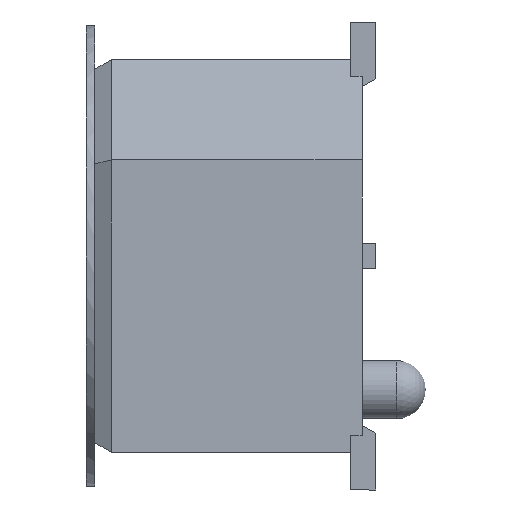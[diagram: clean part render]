
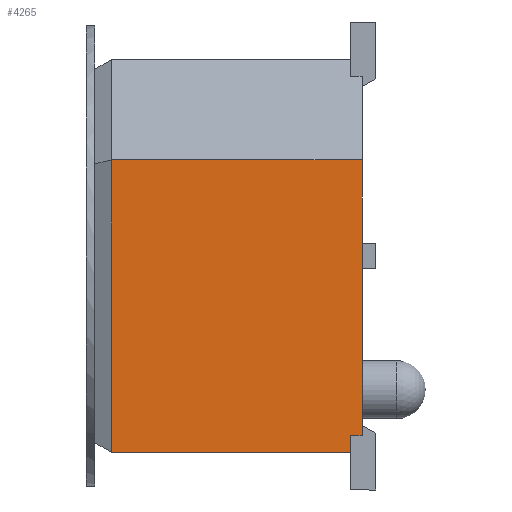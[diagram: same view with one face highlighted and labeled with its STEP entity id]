
A CAD part, left-side view. The second image highlights one B-rep face of the part: STEP entity #4265.
In plain terms, the highlighted face is planar.
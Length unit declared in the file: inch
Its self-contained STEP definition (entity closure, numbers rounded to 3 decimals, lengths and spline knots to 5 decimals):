
#4265 = ADVANCED_FACE( '', ( #8775 ), #8776, .F. );
#8775 = FACE_OUTER_BOUND( '', #13539, .T. );
#8776 = PLANE( '', #13540 );
#13539 = EDGE_LOOP( '', ( #27177, #27178, #27179, #27180, #27181, #27182 ) );
#13540 = AXIS2_PLACEMENT_3D( '', #27183, #27184, #27185 );
#27177 = ORIENTED_EDGE( '', *, *, #35625, .F. );
#27178 = ORIENTED_EDGE( '', *, *, #35326, .T. );
#27179 = ORIENTED_EDGE( '', *, *, #35472, .F. );
#27180 = ORIENTED_EDGE( '', *, *, #35819, .F. );
#27181 = ORIENTED_EDGE( '', *, *, #32964, .T. );
#27182 = ORIENTED_EDGE( '', *, *, #32730, .F. );
#27183 = CARTESIAN_POINT( '', ( 0.394, 0.15, 0.1175 ) );
#27184 = DIRECTION( '', ( -1., 0., 0. ) );
#27185 = DIRECTION( '', ( 0., 0., 1. ) );
#32730 = EDGE_CURVE( '', #40906, #40908, #40909, .T. );
#32964 = EDGE_CURVE( '', #41280, #40908, #41281, .T. );
#35326 = EDGE_CURVE( '', #44621, #44619, #44622, .T. );
#35472 = EDGE_CURVE( '', #44320, #44619, #44797, .T. );
#35625 = EDGE_CURVE( '', #44621, #40906, #44974, .T. );
#35819 = EDGE_CURVE( '', #41280, #44320, #45200, .T. );
#40906 = VERTEX_POINT( '', #52417 );
#40908 = VERTEX_POINT( '', #52420 );
#40909 = LINE( '', #52421, #52422 );
#41280 = VERTEX_POINT( '', #52967 );
#41281 = LINE( '', #52968, #52969 );
#44320 = VERTEX_POINT( '', #57596 );
#44619 = VERTEX_POINT( '', #58059 );
#44621 = VERTEX_POINT( '', #58062 );
#44622 = LINE( '', #58063, #58064 );
#44797 = LINE( '', #58328, #58329 );
#44974 = LINE( '', #58597, #58598 );
#45200 = LINE( '', #58928, #58929 );
#52417 = CARTESIAN_POINT( '', ( 0.394, 0.007, 0.1075 ) );
#52420 = CARTESIAN_POINT( '', ( 0.394, 0.007, 0.1175 ) );
#52421 = CARTESIAN_POINT( '', ( 0.394, 0.007, 0.1175 ) );
#52422 = VECTOR( '', #62093, 39.37008 );
#52967 = CARTESIAN_POINT( '', ( 0.394, 0.15, 0.1175 ) );
#52968 = CARTESIAN_POINT( '', ( 0.394, 0.15, 0.1175 ) );
#52969 = VECTOR( '', #62304, 39.37008 );
#57596 = CARTESIAN_POINT( '', ( 0.394, 0.15, -0.0575 ) );
#58059 = CARTESIAN_POINT( '', ( 0.394, 0., -0.0575 ) );
#58062 = CARTESIAN_POINT( '', ( 0.394, 0., 0.1075 ) );
#58063 = CARTESIAN_POINT( '', ( 0.394, 0., 0.1175 ) );
#58064 = VECTOR( '', #64205, 39.37008 );
#58328 = CARTESIAN_POINT( '', ( 0.394, 0.15, -0.0575 ) );
#58329 = VECTOR( '', #64298, 39.37008 );
#58597 = CARTESIAN_POINT( '', ( 0.394, 0.15, 0.1075 ) );
#58598 = VECTOR( '', #64396, 39.37008 );
#58928 = CARTESIAN_POINT( '', ( 0.394, 0.15, 0.1175 ) );
#58929 = VECTOR( '', #64519, 39.37008 );
#62093 = DIRECTION( '', ( 0., 0., 1. ) );
#62304 = DIRECTION( '', ( 0., -1., 0. ) );
#64205 = DIRECTION( '', ( 0., 0., -1. ) );
#64298 = DIRECTION( '', ( 0., -1., 0. ) );
#64396 = DIRECTION( '', ( 0., 1., 0. ) );
#64519 = DIRECTION( '', ( 0., 0., -1. ) );
